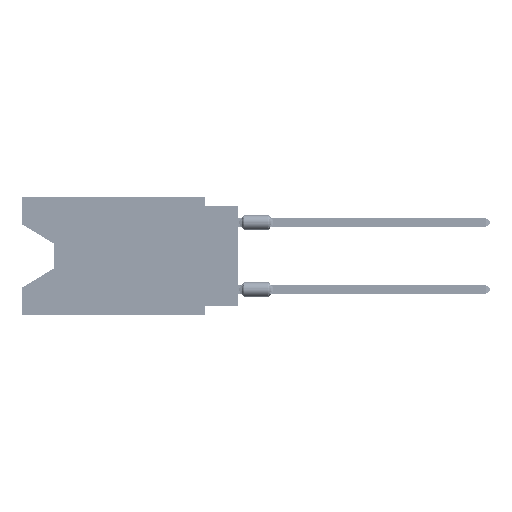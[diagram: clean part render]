
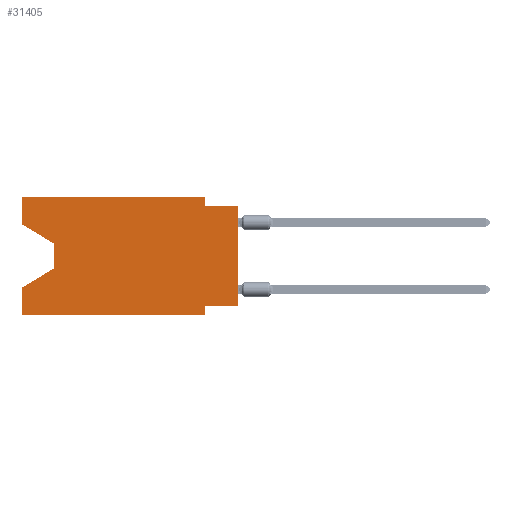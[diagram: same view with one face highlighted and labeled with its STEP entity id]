
A CAD part, left-side view. The second image highlights one B-rep face of the part: STEP entity #31405.
In plain terms, the highlighted planar face has unit normal (-1, 0, 0).
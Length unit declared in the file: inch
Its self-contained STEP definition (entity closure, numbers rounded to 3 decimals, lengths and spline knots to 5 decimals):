
#750 = CARTESIAN_POINT ( 'NONE',  ( 0., 0.55, -0.212 ) ) ;
#1150 = VERTEX_POINT ( 'NONE', #5940 ) ;
#3397 = CARTESIAN_POINT ( 'NONE',  ( 0., 0.645, 0. ) ) ;
#4978 = DIRECTION ( 'NONE',  ( 0., 0., -1. ) ) ;
#5940 = CARTESIAN_POINT ( 'NONE',  ( 0., 0.1, -0.025 ) ) ;
#8657 = ORIENTED_EDGE ( 'NONE', *, *, #74569, .F. ) ;
#10701 = ORIENTED_EDGE ( 'NONE', *, *, #100249, .T. ) ;
#12709 = VERTEX_POINT ( 'NONE', #20343 ) ;
#13003 = CARTESIAN_POINT ( 'NONE',  ( 0., 0.645, -0.35 ) ) ;
#13132 = DIRECTION ( 'NONE',  ( 0., 0., 1. ) ) ;
#14510 = VECTOR ( 'NONE', #45590, 39.37008 ) ;
#16304 = CARTESIAN_POINT ( 'NONE',  ( 0., 0.645, 0. ) ) ;
#16872 = DIRECTION ( 'NONE',  ( 1., 0., 0. ) ) ;
#17725 = ORIENTED_EDGE ( 'NONE', *, *, #106715, .T. ) ;
#18831 = CARTESIAN_POINT ( 'NONE',  ( 0., 0., 0. ) ) ;
#19307 = LINE ( 'NONE', #111160, #81168 ) ;
#19702 = DIRECTION ( 'NONE',  ( 0., 0.855, -0.519 ) ) ;
#20343 = CARTESIAN_POINT ( 'NONE',  ( 0., 0.1, -0.35 ) ) ;
#22021 = LINE ( 'NONE', #56418, #106811 ) ;
#22334 = VERTEX_POINT ( 'NONE', #24784 ) ;
#24784 = CARTESIAN_POINT ( 'NONE',  ( 0., 0.645, -0.26975 ) ) ;
#25849 = VERTEX_POINT ( 'NONE', #43008 ) ;
#27144 = LINE ( 'NONE', #18831, #39003 ) ;
#29768 = CARTESIAN_POINT ( 'NONE',  ( 0., 0., -0.025 ) ) ;
#29947 = CARTESIAN_POINT ( 'NONE',  ( 0., 0., -0.025 ) ) ;
#30889 = LINE ( 'NONE', #68190, #68432 ) ;
#31405 = ADVANCED_FACE ( 'NONE', ( #63654 ), #109276, .F. ) ;
#32417 = CARTESIAN_POINT ( 'NONE',  ( 0., 0.645, -0.08025 ) ) ;
#32545 = VECTOR ( 'NONE', #95193, 39.37008 ) ;
#33416 = EDGE_CURVE ( 'NONE', #57388, #22334, #63387, .T. ) ;
#34965 = CARTESIAN_POINT ( 'NONE',  ( 0., 0.645, 0. ) ) ;
#35202 = VERTEX_POINT ( 'NONE', #111045 ) ;
#38490 = ORIENTED_EDGE ( 'NONE', *, *, #49201, .T. ) ;
#39003 = VECTOR ( 'NONE', #101186, 39.37008 ) ;
#41129 = CARTESIAN_POINT ( 'NONE',  ( 0., 0.1, -0.35 ) ) ;
#42964 = EDGE_CURVE ( 'NONE', #98574, #105720, #57960, .T. ) ;
#43008 = CARTESIAN_POINT ( 'NONE',  ( 0., 0.645, 0. ) ) ;
#43537 = DIRECTION ( 'NONE',  ( 0., 0., -1. ) ) ;
#45590 = DIRECTION ( 'NONE',  ( 0., 0., 1. ) ) ;
#46376 = CARTESIAN_POINT ( 'NONE',  ( 0., 0.645, -0.35 ) ) ;
#47877 = DIRECTION ( 'NONE',  ( 0., -0.855, -0.519 ) ) ;
#48179 = AXIS2_PLACEMENT_3D ( 'NONE', #16304, #16872, #43537 ) ;
#48721 = LINE ( 'NONE', #29768, #83486 ) ;
#49201 = EDGE_CURVE ( 'NONE', #105720, #82752, #30889, .T. ) ;
#53974 = ORIENTED_EDGE ( 'NONE', *, *, #110573, .F. ) ;
#54672 = LINE ( 'NONE', #46376, #89971 ) ;
#56418 = CARTESIAN_POINT ( 'NONE',  ( 0., 0.645, 0. ) ) ;
#57388 = VERTEX_POINT ( 'NONE', #13003 ) ;
#57600 = DIRECTION ( 'NONE',  ( 0., -1., 0. ) ) ;
#57960 = LINE ( 'NONE', #32417, #78386 ) ;
#63292 = ORIENTED_EDGE ( 'NONE', *, *, #68520, .F. ) ;
#63387 = LINE ( 'NONE', #34965, #14510 ) ;
#63654 = FACE_OUTER_BOUND ( 'NONE', #91843, .T. ) ;
#66453 = DIRECTION ( 'NONE',  ( 0., 0., -1. ) ) ;
#67201 = EDGE_CURVE ( 'NONE', #69611, #12709, #115157, .T. ) ;
#67289 = ORIENTED_EDGE ( 'NONE', *, *, #33416, .F. ) ;
#67290 = CARTESIAN_POINT ( 'NONE',  ( 0., 0., -0.325 ) ) ;
#67486 = EDGE_CURVE ( 'NONE', #1150, #92331, #48721, .T. ) ;
#68190 = CARTESIAN_POINT ( 'NONE',  ( 0., 0.55, -0.138 ) ) ;
#68432 = VECTOR ( 'NONE', #66453, 39.37008 ) ;
#68520 = EDGE_CURVE ( 'NONE', #25849, #35202, #85166, .T. ) ;
#68568 = VERTEX_POINT ( 'NONE', #93479 ) ;
#69611 = VERTEX_POINT ( 'NONE', #110689 ) ;
#70331 = ORIENTED_EDGE ( 'NONE', *, *, #67486, .F. ) ;
#73250 = DIRECTION ( 'NONE',  ( 0., 0., -1. ) ) ;
#74326 = ORIENTED_EDGE ( 'NONE', *, *, #99161, .F. ) ;
#74569 = EDGE_CURVE ( 'NONE', #68568, #69611, #113461, .T. ) ;
#74934 = VECTOR ( 'NONE', #78517, 39.37008 ) ;
#78386 = VECTOR ( 'NONE', #47877, 39.37008 ) ;
#78517 = DIRECTION ( 'NONE',  ( 0., 1., 0. ) ) ;
#81168 = VECTOR ( 'NONE', #73250, 39.37008 ) ;
#82028 = EDGE_CURVE ( 'NONE', #82752, #22334, #100866, .T. ) ;
#82521 = DIRECTION ( 'NONE',  ( 0., -1., 0. ) ) ;
#82752 = VERTEX_POINT ( 'NONE', #98700 ) ;
#83486 = VECTOR ( 'NONE', #57600, 39.37008 ) ;
#85166 = LINE ( 'NONE', #3397, #32545 ) ;
#85297 = VECTOR ( 'NONE', #19702, 39.37008 ) ;
#85347 = VECTOR ( 'NONE', #4978, 39.37008 ) ;
#89971 = VECTOR ( 'NONE', #82521, 39.37008 ) ;
#90837 = ORIENTED_EDGE ( 'NONE', *, *, #82028, .T. ) ;
#91843 = EDGE_LOOP ( 'NONE', ( #96840, #38490, #90837, #67289, #10701, #109806, #8657, #17725, #70331, #53974, #63292, #74326 ) ) ;
#92331 = VERTEX_POINT ( 'NONE', #29947 ) ;
#93479 = CARTESIAN_POINT ( 'NONE',  ( 0., 0., -0.325 ) ) ;
#95193 = DIRECTION ( 'NONE',  ( 0., -1., 0. ) ) ;
#96840 = ORIENTED_EDGE ( 'NONE', *, *, #42964, .T. ) ;
#98574 = VERTEX_POINT ( 'NONE', #108142 ) ;
#98700 = CARTESIAN_POINT ( 'NONE',  ( 0., 0.55, -0.212 ) ) ;
#99161 = EDGE_CURVE ( 'NONE', #98574, #25849, #22021, .T. ) ;
#100249 = EDGE_CURVE ( 'NONE', #57388, #12709, #54672, .T. ) ;
#100866 = LINE ( 'NONE', #750, #85297 ) ;
#101186 = DIRECTION ( 'NONE',  ( 0., 0., 1. ) ) ;
#105720 = VERTEX_POINT ( 'NONE', #113465 ) ;
#106715 = EDGE_CURVE ( 'NONE', #68568, #92331, #27144, .T. ) ;
#106811 = VECTOR ( 'NONE', #13132, 39.37008 ) ;
#108142 = CARTESIAN_POINT ( 'NONE',  ( 0., 0.645, -0.08025 ) ) ;
#109276 = PLANE ( 'NONE',  #48179 ) ;
#109806 = ORIENTED_EDGE ( 'NONE', *, *, #67201, .F. ) ;
#110573 = EDGE_CURVE ( 'NONE', #35202, #1150, #19307, .T. ) ;
#110689 = CARTESIAN_POINT ( 'NONE',  ( 0., 0.1, -0.325 ) ) ;
#111045 = CARTESIAN_POINT ( 'NONE',  ( 0., 0.1, 0. ) ) ;
#111160 = CARTESIAN_POINT ( 'NONE',  ( 0., 0.1, 0. ) ) ;
#113461 = LINE ( 'NONE', #67290, #74934 ) ;
#113465 = CARTESIAN_POINT ( 'NONE',  ( 0., 0.55, -0.138 ) ) ;
#115157 = LINE ( 'NONE', #41129, #85347 ) ;
